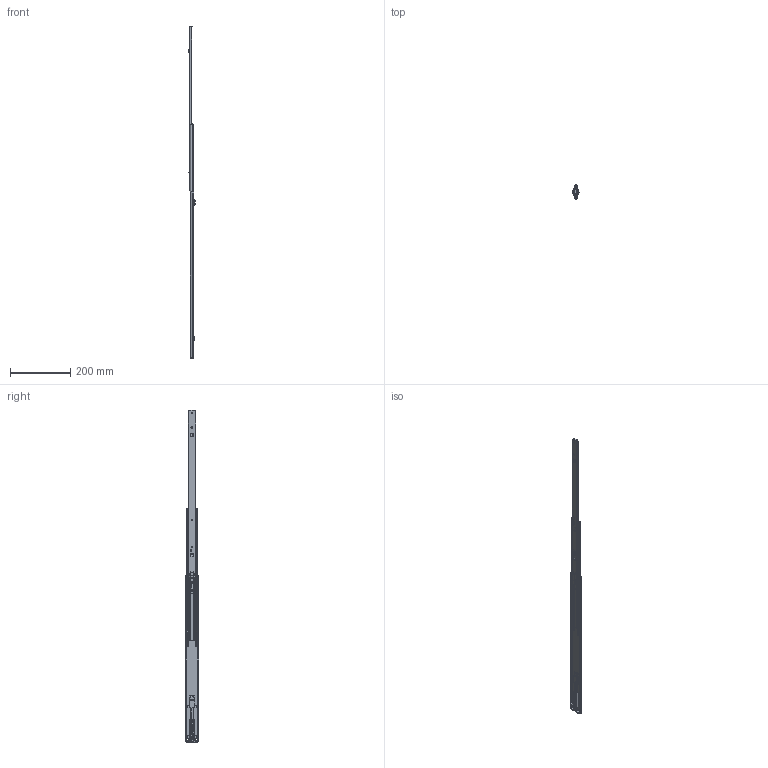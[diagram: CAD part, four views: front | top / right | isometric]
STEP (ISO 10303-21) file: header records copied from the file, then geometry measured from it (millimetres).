
FILE_DESCRIPTION (( 'STEP AP214' ), '1' );
FILE_NAME ('FR_5001_SMT.0550mm_22inch_0,9_ECD_open_right.STEP', '2022-10-18T12:15:30', ( '' ), ( '' ), 'SwSTEP 2.0', 'SolidWorks 2020', '' );
FILE_SCHEMA (( 'AUTOMOTIVE_DESIGN' ));
Length unit declared in the file: millimetre
Products named in the file (17): 5001.XXX-01.T104 RIGHT_NL  550 ausgefahren; 5001.XXX-03.T104 RIGHT_NL  550; 5001.XXX-01.T104 RIGHT_NL  550; FR5001 TRIGGER; FR5001 ECD SLIDER; 5001 MIDDLE STOP NEW; 5001 Damper Base; 5000 RIVET; FR_5001_SMT.0550mm_22inch_0,9_ECD_open_right; 5001.XXX-02.T104_NL  550; FR5001 ECD; 5001 Damper Rod; 5001 ECD_5001 ECD Open; 5001 Damper_Damper Extended; FR5001 ECD CATCH
Assembly tree (17 placements, depth 5):
  FR_5001_SMT.0550mm_22inch_0,9_ECD_open_right
    5001.XXX-01.T104 RIGHT_NL  550 ausgefahren
      5001.XXX-01.T104 RIGHT_NL  550
      5001 ECD_5001 ECD Open
        FR5001 ECD
        FR5001 ECD SLIDER
        5001 Damper_Damper Extended
          5001 Damper Base
          5001 Damper Rod
    5001.XXX-03.T104 RIGHT_NL  550
      5001.XXX-03.T104 RIGHT_NL  550
      FR5001 TRIGGER
      5000 RIVET  x2
      FR5001 ECD CATCH
    5001.XXX-02.T104_NL  550
      5001.XXX-02.T104_NL  550
      5001 MIDDLE STOP NEW
Bounding box: 20.19 x 45.7 x 1100 mm (x, y, z)
Volume: 114753.8 mm3; surface area: 174498.6 mm2
Topology: 12 solids, 12 shells, 1082 faces, 2772 edges, 1720 vertices
Faces by surface type: plane 630, cylinder 382, bspline 64, torus 4, cone 2
Entity records: 34538 total; most frequent: CARTESIAN_POINT 8044, ORIENTED_EDGE 5514, DIRECTION 5325, EDGE_CURVE 2757, LINE 1817, VECTOR 1817, AXIS2_PLACEMENT_3D 1754, VERTEX_POINT 1713
